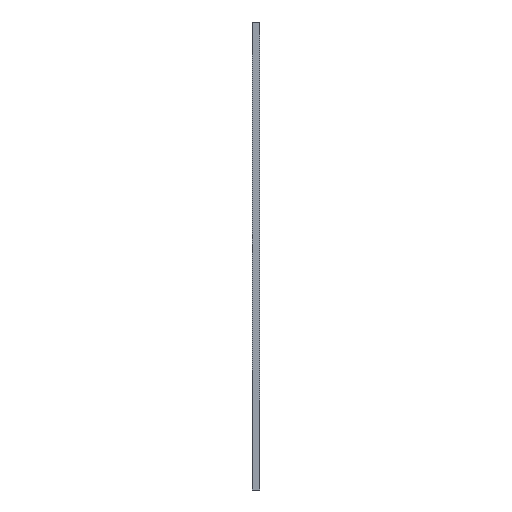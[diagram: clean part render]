
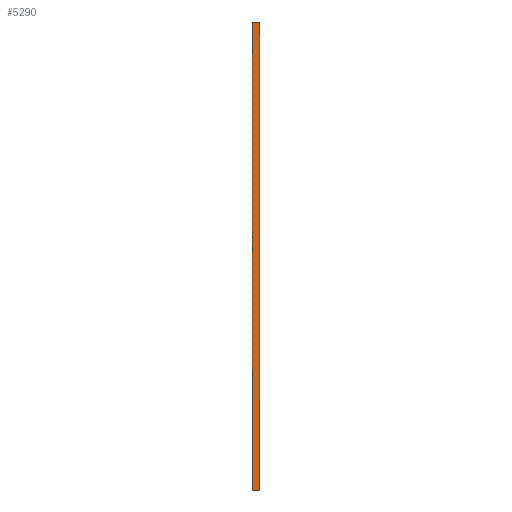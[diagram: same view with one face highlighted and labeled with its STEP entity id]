
A CAD part, left-side view. The second image highlights one B-rep face of the part: STEP entity #5290.
In plain terms, the highlighted planar face has unit normal (-1, 0, 0).
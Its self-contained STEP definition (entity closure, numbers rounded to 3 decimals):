
#29 = CARTESIAN_POINT ( 'NONE',  ( -159., 2., 128. ) ) ;
#531 = CARTESIAN_POINT ( 'NONE',  ( -159., 2., -128. ) ) ;
#774 = CARTESIAN_POINT ( 'NONE',  ( -159., -2., 128. ) ) ;
#777 = VERTEX_POINT ( 'NONE', #1145 ) ;
#1145 = CARTESIAN_POINT ( 'NONE',  ( -159., -2., -128. ) ) ;
#1300 = DIRECTION ( 'NONE',  ( 1., 0., 0. ) ) ;
#1451 = CARTESIAN_POINT ( 'NONE',  ( -159., 2., 128. ) ) ;
#1511 = ORIENTED_EDGE ( 'NONE', *, *, #2090, .T. ) ;
#1592 = VERTEX_POINT ( 'NONE', #3998 ) ;
#1629 = CARTESIAN_POINT ( 'NONE',  ( -159., 2., 128. ) ) ;
#1741 = DIRECTION ( 'NONE',  ( 0., -1., 0. ) ) ;
#2087 = CARTESIAN_POINT ( 'NONE',  ( -159., 2., 128. ) ) ;
#2090 = EDGE_CURVE ( 'NONE', #1592, #777, #2753, .T. ) ;
#2140 = ORIENTED_EDGE ( 'NONE', *, *, #3390, .F. ) ;
#2200 = LINE ( 'NONE', #29, #3205 ) ;
#2204 = DIRECTION ( 'NONE',  ( 0., -1., 0. ) ) ;
#2753 = LINE ( 'NONE', #531, #4950 ) ;
#2971 = PLANE ( 'NONE',  #5066 ) ;
#3122 = DIRECTION ( 'NONE',  ( 0., 0., 1. ) ) ;
#3149 = LINE ( 'NONE', #1451, #3203 ) ;
#3203 = VECTOR ( 'NONE', #3122, 1000. ) ;
#3205 = VECTOR ( 'NONE', #1741, 1000. ) ;
#3268 = VERTEX_POINT ( 'NONE', #1629 ) ;
#3342 = DIRECTION ( 'NONE',  ( 0., 0., -1. ) ) ;
#3390 = EDGE_CURVE ( 'NONE', #3268, #5205, #2200, .T. ) ;
#3453 = FACE_OUTER_BOUND ( 'NONE', #4499, .T. ) ;
#3675 = LINE ( 'NONE', #4037, #4443 ) ;
#3726 = EDGE_CURVE ( 'NONE', #777, #5205, #3675, .T. ) ;
#3998 = CARTESIAN_POINT ( 'NONE',  ( -159., 2., -128. ) ) ;
#4037 = CARTESIAN_POINT ( 'NONE',  ( -159., -2., 128. ) ) ;
#4443 = VECTOR ( 'NONE', #5345, 1000. ) ;
#4499 = EDGE_LOOP ( 'NONE', ( #5108, #2140, #4978, #1511 ) ) ;
#4950 = VECTOR ( 'NONE', #2204, 1000. ) ;
#4978 = ORIENTED_EDGE ( 'NONE', *, *, #5097, .F. ) ;
#5066 = AXIS2_PLACEMENT_3D ( 'NONE', #2087, #1300, #3342 ) ;
#5097 = EDGE_CURVE ( 'NONE', #1592, #3268, #3149, .T. ) ;
#5108 = ORIENTED_EDGE ( 'NONE', *, *, #3726, .T. ) ;
#5205 = VERTEX_POINT ( 'NONE', #774 ) ;
#5290 = ADVANCED_FACE ( 'NONE', ( #3453 ), #2971, .F. ) ;
#5345 = DIRECTION ( 'NONE',  ( 0., 0., 1. ) ) ;
